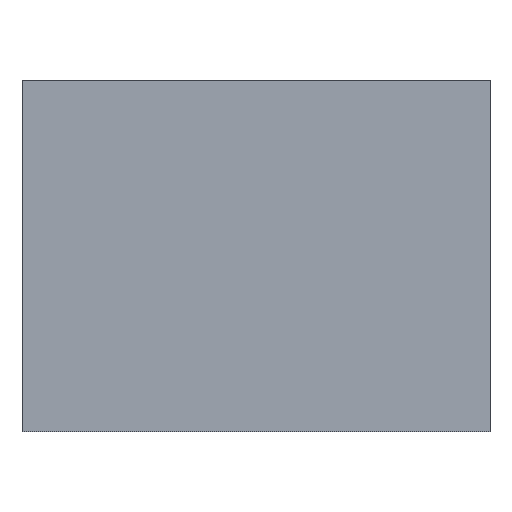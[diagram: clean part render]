
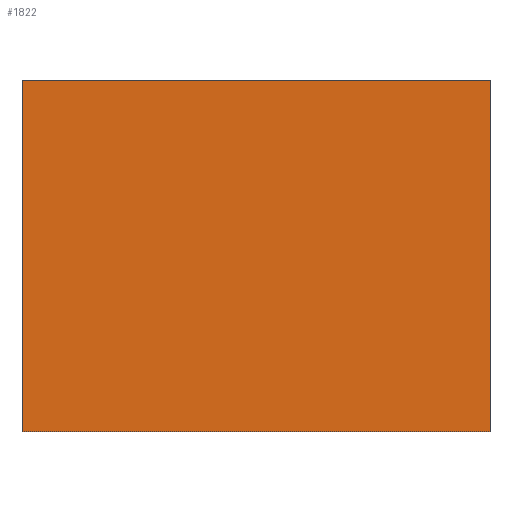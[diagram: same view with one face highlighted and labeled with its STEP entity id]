
A CAD part, left-side view. The second image highlights one B-rep face of the part: STEP entity #1822.
In plain terms, the highlighted planar face has unit normal (-1, 0, 0).
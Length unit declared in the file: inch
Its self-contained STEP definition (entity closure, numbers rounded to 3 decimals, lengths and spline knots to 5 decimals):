
#1742=CARTESIAN_POINT('',(0.0,0.0,0.75));
#1743=VERTEX_POINT('',#1742);
#1750=CARTESIAN_POINT('',(0.0,0.0,0.0));
#1751=VERTEX_POINT('',#1750);
#1752=CARTESIAN_POINT('',(0.0,0.0,0.0));
#1753=DIRECTION('',(0.0,0.0,1.0));
#1754=VECTOR('',#1753,0.75);
#1755=LINE('',#1752,#1754);
#1756=EDGE_CURVE('',#1751,#1743,#1755,.T.);
#1792=CARTESIAN_POINT('',(0.0,0.0,0.0));
#1793=DIRECTION('',(-1.0,0.0,0.0));
#1794=DIRECTION('',(0.0,0.0,1.0));
#1795=AXIS2_PLACEMENT_3D('',#1792,#1793,#1794);
#1796=PLANE('',#1795);
#1797=CARTESIAN_POINT('',(0.,1.,0.75));
#1798=VERTEX_POINT('',#1797);
#1799=CARTESIAN_POINT('',(0.0,0.0,0.75));
#1800=DIRECTION('',(0.0,1.0,0.0));
#1801=VECTOR('',#1800,1.);
#1802=LINE('',#1799,#1801);
#1803=EDGE_CURVE('',#1743,#1798,#1802,.T.);
#1804=ORIENTED_EDGE('',*,*,#1803,.T.);
#1805=CARTESIAN_POINT('',(0.,1.,0.0));
#1806=VERTEX_POINT('',#1805);
#1807=CARTESIAN_POINT('',(0.,1.,0.0));
#1808=DIRECTION('',(0.0,0.0,1.0));
#1809=VECTOR('',#1808,0.75);
#1810=LINE('',#1807,#1809);
#1811=EDGE_CURVE('',#1806,#1798,#1810,.T.);
#1812=ORIENTED_EDGE('',*,*,#1811,.F.);
#1813=CARTESIAN_POINT('',(0.0,0.0,0.0));
#1814=DIRECTION('',(0.0,1.0,0.0));
#1815=VECTOR('',#1814,1.);
#1816=LINE('',#1813,#1815);
#1817=EDGE_CURVE('',#1751,#1806,#1816,.T.);
#1818=ORIENTED_EDGE('',*,*,#1817,.F.);
#1819=ORIENTED_EDGE('',*,*,#1756,.T.);
#1820=EDGE_LOOP('',(#1804,#1812,#1818,#1819));
#1821=FACE_OUTER_BOUND('',#1820,.T.);
#1822=ADVANCED_FACE('',(#1821),#1796,.T.);
